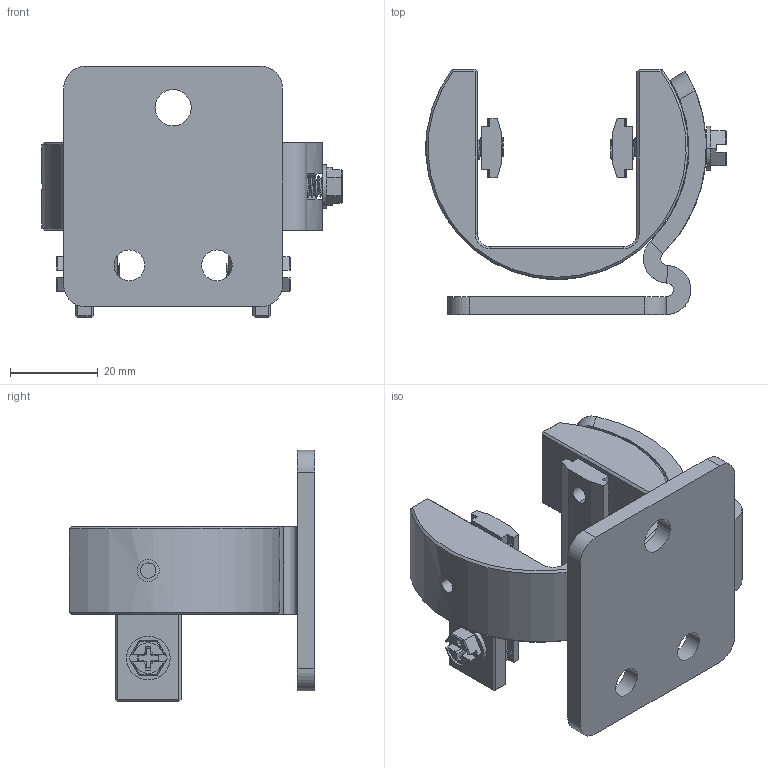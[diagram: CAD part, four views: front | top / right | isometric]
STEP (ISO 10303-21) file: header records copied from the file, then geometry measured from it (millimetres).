
FILE_DESCRIPTION((''),'2;1');
FILE_NAME('181246_ASM','2015-08-18T',('pdmadmin'),(''),'PRO/ENGINEER BY PARAMETRIC TECHNOLOGY CORPORATION, 2013230','PRO/ENGINEER BY PARAMETRIC TECHNOLOGY CORPORATION, 2013230','');
FILE_SCHEMA(('CONFIG_CONTROL_DESIGN'));
Length unit declared in the file: millimetre
Products named in the file (5): 114483; 135029; 58892; 175515; 181246_ASM
Assembly tree (7 placements, depth 2):
  181246_ASM
    114483
    135029
    58892  x3
    175515  x2
Bounding box: 68.64 x 56 x 57.5 mm (x, y, z)
Volume: 39760.8 mm3; surface area: 23139.5 mm2
Topology: 7 solids, 14 shells, 648 faces, 1796 edges, 1178 vertices
Faces by surface type: plane 419, cylinder 193, bspline 30, cone 6
Entity records: 16515 total; most frequent: CARTESIAN_POINT 5502, ORIENTED_EDGE 2340, DIRECTION 2101, EDGE_CURVE 1180, VECTOR 951, LINE 951, VERTEX_POINT 774, AXIS2_PLACEMENT_3D 575
